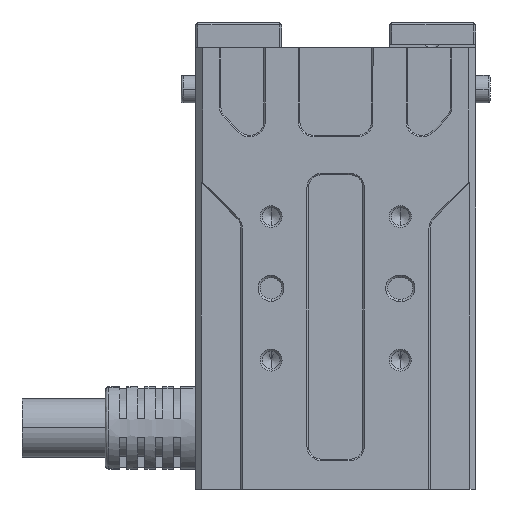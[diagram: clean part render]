
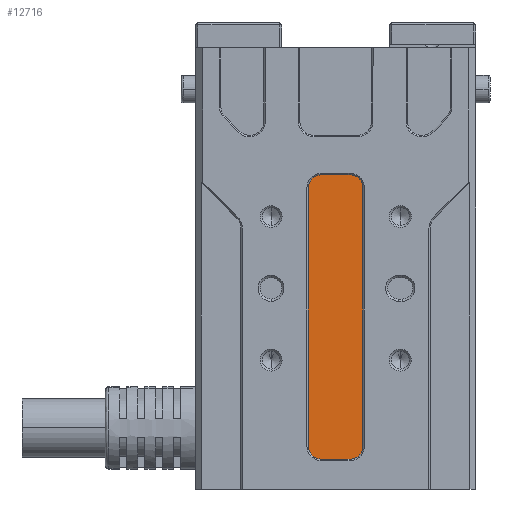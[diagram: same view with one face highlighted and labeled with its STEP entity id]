
A CAD part, left-side view. The second image highlights one B-rep face of the part: STEP entity #12716.
In plain terms, the highlighted face is planar.
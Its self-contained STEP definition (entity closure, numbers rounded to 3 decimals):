
#614 = CARTESIAN_POINT ( 'NONE',  ( -3.8, 8.8, -5.8 ) ) ;
#719 = DIRECTION ( 'NONE',  ( 0., 0., 1. ) ) ;
#814 = VECTOR ( 'NONE', #22324, 1000. ) ;
#852 = DIRECTION ( 'NONE',  ( 0., 0., -1. ) ) ;
#895 = EDGE_CURVE ( 'NONE', #11441, #13264, #3169, .T. ) ;
#1007 = VERTEX_POINT ( 'NONE', #11149 ) ;
#1062 = AXIS2_PLACEMENT_3D ( 'NONE', #22178, #18599, #5803 ) ;
#1114 = ORIENTED_EDGE ( 'NONE', *, *, #14796, .T. ) ;
#1544 = CIRCLE ( 'NONE', #20620, 1.8 ) ;
#1774 = CARTESIAN_POINT ( 'NONE',  ( 2., 8.8, -5.8 ) ) ;
#1794 = CARTESIAN_POINT ( 'NONE',  ( -2., 8.8, -43.6 ) ) ;
#2105 = DIRECTION ( 'NONE',  ( -1., 0., 0. ) ) ;
#2612 = CARTESIAN_POINT ( 'NONE',  ( 3.8, 8.8, -41.8 ) ) ;
#3169 = LINE ( 'NONE', #1794, #19968 ) ;
#3667 = CARTESIAN_POINT ( 'NONE',  ( -2., 8.8, -4. ) ) ;
#4036 = CARTESIAN_POINT ( 'NONE',  ( -2., 8.8, -43.6 ) ) ;
#4227 = VECTOR ( 'NONE', #852, 1000. ) ;
#4381 = CIRCLE ( 'NONE', #5913, 1.8 ) ;
#4417 = EDGE_CURVE ( 'NONE', #13596, #1007, #4786, .T. ) ;
#4786 = LINE ( 'NONE', #2612, #4227 ) ;
#5309 = AXIS2_PLACEMENT_3D ( 'NONE', #17344, #18842, #719 ) ;
#5367 = ORIENTED_EDGE ( 'NONE', *, *, #11663, .T. ) ;
#5571 = DIRECTION ( 'NONE',  ( 0., 0., 1. ) ) ;
#5803 = DIRECTION ( 'NONE',  ( -1., 0., 0. ) ) ;
#5913 = AXIS2_PLACEMENT_3D ( 'NONE', #1774, #16554, #20214 ) ;
#6256 = ORIENTED_EDGE ( 'NONE', *, *, #7154, .T. ) ;
#6567 = DIRECTION ( 'NONE',  ( 0., 1., 0. ) ) ;
#7154 = EDGE_CURVE ( 'NONE', #13264, #20487, #1544, .T. ) ;
#8064 = VECTOR ( 'NONE', #13102, 1000. ) ;
#8894 = DIRECTION ( 'NONE',  ( 0., 0., 1. ) ) ;
#9150 = EDGE_LOOP ( 'NONE', ( #19262, #1114, #16395, #6256, #10952, #5367, #19814, #13222 ) ) ;
#10286 = CARTESIAN_POINT ( 'NONE',  ( -3.8, 8.8, -41.8 ) ) ;
#10758 = CIRCLE ( 'NONE', #5309, 1.8 ) ;
#10952 = ORIENTED_EDGE ( 'NONE', *, *, #14487, .T. ) ;
#11057 = LINE ( 'NONE', #18435, #814 ) ;
#11149 = CARTESIAN_POINT ( 'NONE',  ( 3.8, 8.8, -41.8 ) ) ;
#11441 = VERTEX_POINT ( 'NONE', #21783 ) ;
#11663 = EDGE_CURVE ( 'NONE', #17673, #15997, #10758, .T. ) ;
#12716 = ADVANCED_FACE ( 'NONE', ( #22912 ), #20112, .T. ) ;
#12895 = LINE ( 'NONE', #16884, #8064 ) ;
#13102 = DIRECTION ( 'NONE',  ( 0., 0., 1. ) ) ;
#13222 = ORIENTED_EDGE ( 'NONE', *, *, #19133, .T. ) ;
#13264 = VERTEX_POINT ( 'NONE', #4036 ) ;
#13596 = VERTEX_POINT ( 'NONE', #14174 ) ;
#13744 = CIRCLE ( 'NONE', #20152, 1.8 ) ;
#14174 = CARTESIAN_POINT ( 'NONE',  ( 3.8, 8.8, -5.8 ) ) ;
#14487 = EDGE_CURVE ( 'NONE', #20487, #17673, #12895, .T. ) ;
#14517 = CARTESIAN_POINT ( 'NONE',  ( 2., 8.8, -41.8 ) ) ;
#14796 = EDGE_CURVE ( 'NONE', #1007, #11441, #13744, .T. ) ;
#14820 = VERTEX_POINT ( 'NONE', #21740 ) ;
#15997 = VERTEX_POINT ( 'NONE', #3667 ) ;
#16395 = ORIENTED_EDGE ( 'NONE', *, *, #895, .T. ) ;
#16554 = DIRECTION ( 'NONE',  ( 0., 1., 0. ) ) ;
#16884 = CARTESIAN_POINT ( 'NONE',  ( -3.8, 8.8, -41.8 ) ) ;
#17344 = CARTESIAN_POINT ( 'NONE',  ( -2., 8.8, -5.8 ) ) ;
#17467 = CARTESIAN_POINT ( 'NONE',  ( -2., 8.8, -41.8 ) ) ;
#17673 = VERTEX_POINT ( 'NONE', #614 ) ;
#18016 = DIRECTION ( 'NONE',  ( 0., 1., 0. ) ) ;
#18435 = CARTESIAN_POINT ( 'NONE',  ( -2., 8.8, -4. ) ) ;
#18599 = DIRECTION ( 'NONE',  ( 0., 1., 0. ) ) ;
#18842 = DIRECTION ( 'NONE',  ( 0., 1., 0. ) ) ;
#19133 = EDGE_CURVE ( 'NONE', #14820, #13596, #4381, .T. ) ;
#19262 = ORIENTED_EDGE ( 'NONE', *, *, #4417, .T. ) ;
#19814 = ORIENTED_EDGE ( 'NONE', *, *, #22988, .T. ) ;
#19968 = VECTOR ( 'NONE', #2105, 1000. ) ;
#20112 = PLANE ( 'NONE',  #1062 ) ;
#20152 = AXIS2_PLACEMENT_3D ( 'NONE', #14517, #18016, #8894 ) ;
#20214 = DIRECTION ( 'NONE',  ( 0., 0., 1. ) ) ;
#20487 = VERTEX_POINT ( 'NONE', #10286 ) ;
#20620 = AXIS2_PLACEMENT_3D ( 'NONE', #17467, #6567, #5571 ) ;
#21740 = CARTESIAN_POINT ( 'NONE',  ( 2., 8.8, -4. ) ) ;
#21783 = CARTESIAN_POINT ( 'NONE',  ( 2., 8.8, -43.6 ) ) ;
#22178 = CARTESIAN_POINT ( 'NONE',  ( -2., 8.8, -41.8 ) ) ;
#22324 = DIRECTION ( 'NONE',  ( 1., 0., 0. ) ) ;
#22912 = FACE_OUTER_BOUND ( 'NONE', #9150, .T. ) ;
#22988 = EDGE_CURVE ( 'NONE', #15997, #14820, #11057, .T. ) ;
